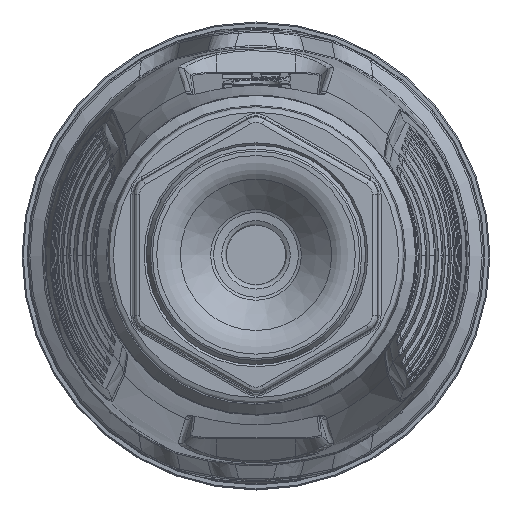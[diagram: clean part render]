
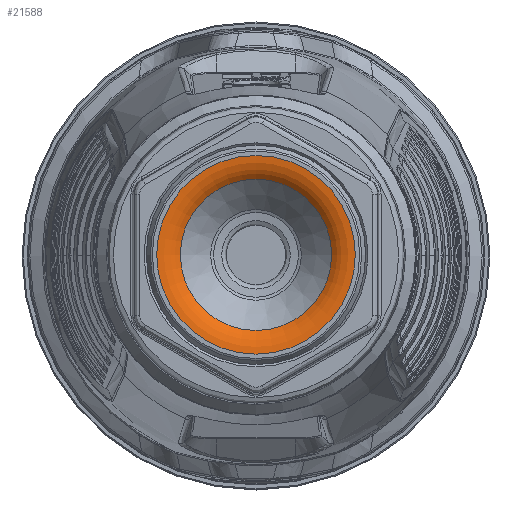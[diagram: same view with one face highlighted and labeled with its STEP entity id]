
A CAD part, top view. The second image highlights one B-rep face of the part: STEP entity #21588.
In plain terms, the highlighted toroidal (fillet/blend) face has major radius 8.893 mm and minor radius 3 mm.
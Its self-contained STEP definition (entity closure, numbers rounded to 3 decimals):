
#1405 = DIRECTION ( 'NONE',  ( 0., 0., -1. ) ) ;
#1444 = CIRCLE ( 'NONE', #16318, 6.771 ) ;
#3777 = FACE_OUTER_BOUND ( 'NONE', #29827, .T. ) ;
#10311 = ORIENTED_EDGE ( 'NONE', *, *, #40996, .F. ) ;
#12537 = CARTESIAN_POINT ( 'NONE',  ( -6.771, 0., 63.821 ) ) ;
#16318 = AXIS2_PLACEMENT_3D ( 'NONE', #20425, #1405, #25142 ) ;
#16404 = FACE_OUTER_BOUND ( 'NONE', #27943, .T. ) ;
#18075 = DIRECTION ( 'NONE',  ( -1., 0., 0. ) ) ;
#18810 = DIRECTION ( 'NONE',  ( -1., 0., 0. ) ) ;
#20425 = CARTESIAN_POINT ( 'NONE',  ( 0., 0., 63.821 ) ) ;
#21588 = ADVANCED_FACE ( 'NONE', ( #3777, #16404 ), #27333, .T. ) ;
#25142 = DIRECTION ( 'NONE',  ( -1., 0., 0. ) ) ;
#27333 = TOROIDAL_SURFACE ( 'NONE', #29560, 8.893, 3. ) ;
#27943 = EDGE_LOOP ( 'NONE', ( #34937 ) ) ;
#28231 = DIRECTION ( 'NONE',  ( 0., 0., -1. ) ) ;
#29560 = AXIS2_PLACEMENT_3D ( 'NONE', #59461, #41460, #18075 ) ;
#29827 = EDGE_LOOP ( 'NONE', ( #10311 ) ) ;
#34937 = ORIENTED_EDGE ( 'NONE', *, *, #54832, .T. ) ;
#36342 = CARTESIAN_POINT ( 'NONE',  ( -8.893, 0., 64.7 ) ) ;
#36904 = VERTEX_POINT ( 'NONE', #36342 ) ;
#40996 = EDGE_CURVE ( 'NONE', #36904, #36904, #58208, .T. ) ;
#41460 = DIRECTION ( 'NONE',  ( 0., 0., -1. ) ) ;
#49394 = VERTEX_POINT ( 'NONE', #12537 ) ;
#53474 = AXIS2_PLACEMENT_3D ( 'NONE', #56741, #28231, #18810 ) ;
#54832 = EDGE_CURVE ( 'NONE', #49394, #49394, #1444, .T. ) ;
#56741 = CARTESIAN_POINT ( 'NONE',  ( 0., 0., 64.7 ) ) ;
#58208 = CIRCLE ( 'NONE', #53474, 8.893 ) ;
#59461 = CARTESIAN_POINT ( 'NONE',  ( 0., 0., 61.7 ) ) ;
